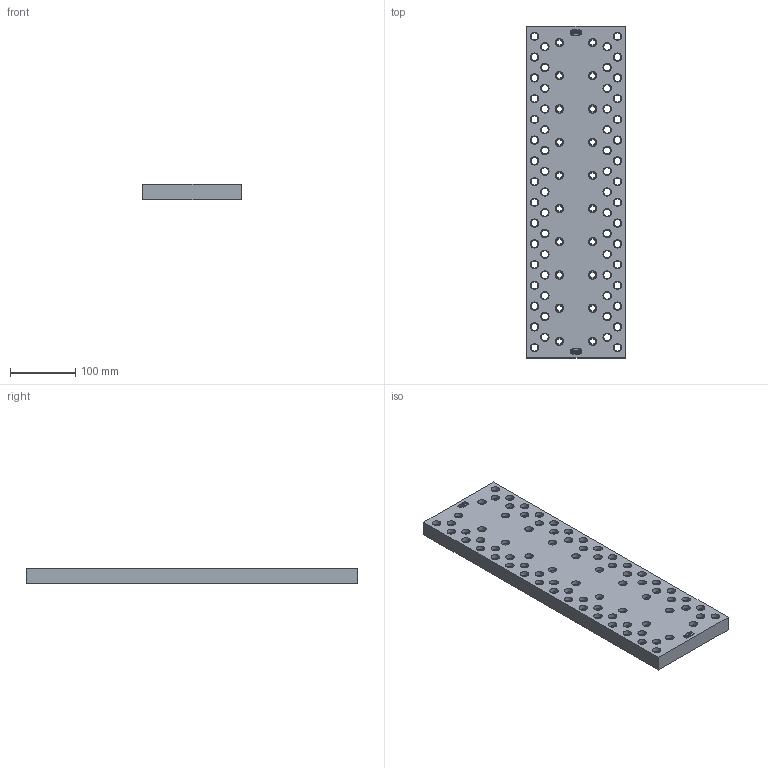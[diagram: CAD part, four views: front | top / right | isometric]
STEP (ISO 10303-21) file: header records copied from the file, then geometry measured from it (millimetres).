
FILE_DESCRIPTION(/* description */ (''),/* implementation_level */ '2;1');
FILE_NAME(/* name */ 'Langmuir_MR-1_20x6.step',/* time_stamp */ '2022-09-06T13:19:15-04:00',/* author */ (''),/* organization */ (''),/* preprocessor_version */ 'ST-DEVELOPER v19',/* originating_system */ 'Autodesk Translation Framework v11.7.0.108',/* authorisation */ '');
FILE_SCHEMA (('AUTOMOTIVE_DESIGN { 1 0 10303 214 3 1 1 }'));
Length unit declared in the file: inch
Products named in the file (2): MR-1 Rev5 - DO NOT EDIT; Pallet Plate
Assembly tree (1 placements, depth 2):
  MR-1 Rev5 - DO NOT EDIT
    Pallet Plate
Bounding box: 151.13 x 508 x 23.37 mm (x, y, z)
Volume: 1604670.3 mm3; surface area: 238440.3 mm2
Topology: 1 solids, 1 shells, 622 faces, 1530 edges, 1000 vertices
Faces by surface type: cylinder 234, plane 226, bspline 162
Full cylindrical faces by diameter (mm): 10.808 x62, 12.713 x82
Entity records: 21052 total; most frequent: CARTESIAN_POINT 6537, ORIENTED_EDGE 3060, DIRECTION 2668, EDGE_CURVE 1530, VERTEX_POINT 1000, AXIS2_PLACEMENT_3D 995, EDGE_LOOP 876, LINE 678
